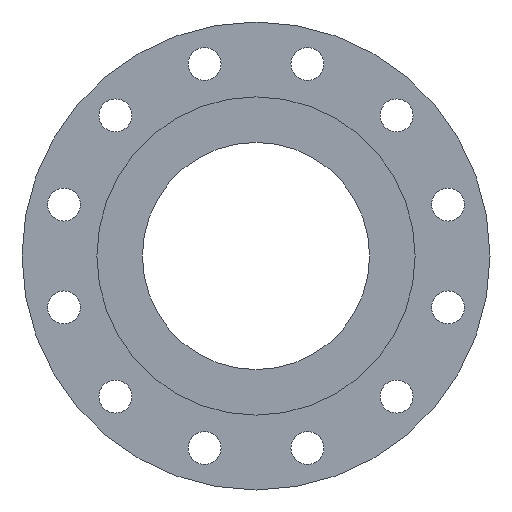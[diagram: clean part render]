
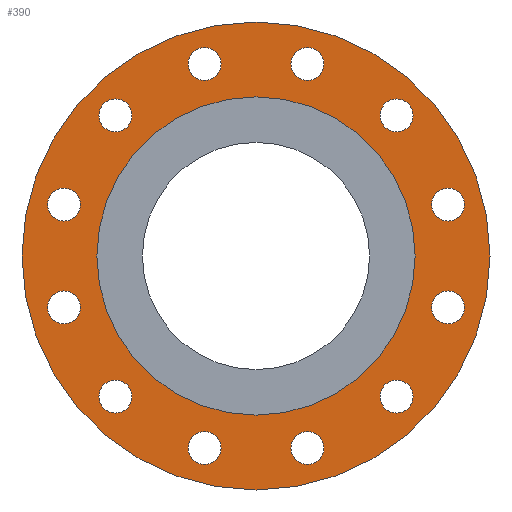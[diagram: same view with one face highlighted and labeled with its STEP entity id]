
A CAD part, front view. The second image highlights one B-rep face of the part: STEP entity #390.
In plain terms, the highlighted planar face has unit normal (0, -1, 0).
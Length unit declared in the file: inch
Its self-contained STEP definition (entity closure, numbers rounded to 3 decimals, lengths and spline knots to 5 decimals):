
#16=FACE_BOUND('',#85,.T.);
#17=FACE_BOUND('',#86,.T.);
#18=FACE_BOUND('',#87,.T.);
#19=FACE_BOUND('',#88,.T.);
#20=FACE_BOUND('',#89,.T.);
#21=FACE_BOUND('',#90,.T.);
#22=FACE_BOUND('',#91,.T.);
#23=FACE_BOUND('',#92,.T.);
#24=FACE_BOUND('',#93,.T.);
#25=FACE_BOUND('',#94,.T.);
#26=FACE_BOUND('',#95,.T.);
#27=FACE_BOUND('',#96,.T.);
#28=FACE_BOUND('',#97,.T.);
#43=PLANE('',#461);
#63=FACE_OUTER_BOUND('',#84,.T.);
#84=EDGE_LOOP('',(#323));
#85=EDGE_LOOP('',(#324));
#86=EDGE_LOOP('',(#325));
#87=EDGE_LOOP('',(#326));
#88=EDGE_LOOP('',(#327));
#89=EDGE_LOOP('',(#328));
#90=EDGE_LOOP('',(#329));
#91=EDGE_LOOP('',(#330));
#92=EDGE_LOOP('',(#331));
#93=EDGE_LOOP('',(#332));
#94=EDGE_LOOP('',(#333));
#95=EDGE_LOOP('',(#334));
#96=EDGE_LOOP('',(#335));
#97=EDGE_LOOP('',(#336));
#149=CIRCLE('',#418,0.44);
#151=CIRCLE('',#421,0.44);
#153=CIRCLE('',#424,0.44);
#155=CIRCLE('',#427,0.44);
#157=CIRCLE('',#430,0.44);
#159=CIRCLE('',#433,0.44);
#161=CIRCLE('',#436,0.44);
#163=CIRCLE('',#439,0.44);
#165=CIRCLE('',#442,0.44);
#167=CIRCLE('',#445,0.44);
#169=CIRCLE('',#448,0.44);
#171=CIRCLE('',#451,0.44);
#176=CIRCLE('',#460,4.25);
#177=CIRCLE('',#462,6.25);
#181=VERTEX_POINT('',#595);
#183=VERTEX_POINT('',#601);
#185=VERTEX_POINT('',#607);
#187=VERTEX_POINT('',#613);
#189=VERTEX_POINT('',#619);
#191=VERTEX_POINT('',#625);
#193=VERTEX_POINT('',#631);
#195=VERTEX_POINT('',#637);
#197=VERTEX_POINT('',#643);
#199=VERTEX_POINT('',#649);
#201=VERTEX_POINT('',#655);
#203=VERTEX_POINT('',#661);
#208=VERTEX_POINT('',#678);
#209=VERTEX_POINT('',#682);
#214=EDGE_CURVE('',#181,#181,#149,.T.);
#217=EDGE_CURVE('',#183,#183,#151,.T.);
#220=EDGE_CURVE('',#185,#185,#153,.T.);
#223=EDGE_CURVE('',#187,#187,#155,.T.);
#226=EDGE_CURVE('',#189,#189,#157,.T.);
#229=EDGE_CURVE('',#191,#191,#159,.T.);
#232=EDGE_CURVE('',#193,#193,#161,.T.);
#235=EDGE_CURVE('',#195,#195,#163,.T.);
#238=EDGE_CURVE('',#197,#197,#165,.T.);
#241=EDGE_CURVE('',#199,#199,#167,.T.);
#244=EDGE_CURVE('',#201,#201,#169,.T.);
#247=EDGE_CURVE('',#203,#203,#171,.T.);
#254=EDGE_CURVE('',#208,#208,#176,.T.);
#256=EDGE_CURVE('',#209,#209,#177,.T.);
#323=ORIENTED_EDGE('',*,*,#256,.F.);
#324=ORIENTED_EDGE('',*,*,#214,.T.);
#325=ORIENTED_EDGE('',*,*,#217,.T.);
#326=ORIENTED_EDGE('',*,*,#220,.T.);
#327=ORIENTED_EDGE('',*,*,#223,.T.);
#328=ORIENTED_EDGE('',*,*,#226,.T.);
#329=ORIENTED_EDGE('',*,*,#229,.T.);
#330=ORIENTED_EDGE('',*,*,#232,.T.);
#331=ORIENTED_EDGE('',*,*,#235,.T.);
#332=ORIENTED_EDGE('',*,*,#238,.T.);
#333=ORIENTED_EDGE('',*,*,#241,.T.);
#334=ORIENTED_EDGE('',*,*,#244,.T.);
#335=ORIENTED_EDGE('',*,*,#247,.T.);
#336=ORIENTED_EDGE('',*,*,#254,.T.);
#390=ADVANCED_FACE('',(#63,#16,#17,#18,#19,#20,#21,#22,#23,#24,#25,#26,
#27,#28),#43,.T.);
#418=AXIS2_PLACEMENT_3D('',#597,#475,#476);
#421=AXIS2_PLACEMENT_3D('',#603,#482,#483);
#424=AXIS2_PLACEMENT_3D('',#609,#489,#490);
#427=AXIS2_PLACEMENT_3D('',#615,#496,#497);
#430=AXIS2_PLACEMENT_3D('',#621,#503,#504);
#433=AXIS2_PLACEMENT_3D('',#627,#510,#511);
#436=AXIS2_PLACEMENT_3D('',#633,#517,#518);
#439=AXIS2_PLACEMENT_3D('',#639,#524,#525);
#442=AXIS2_PLACEMENT_3D('',#645,#531,#532);
#445=AXIS2_PLACEMENT_3D('',#651,#538,#539);
#448=AXIS2_PLACEMENT_3D('',#657,#545,#546);
#451=AXIS2_PLACEMENT_3D('',#663,#552,#553);
#460=AXIS2_PLACEMENT_3D('',#679,#572,#573);
#461=AXIS2_PLACEMENT_3D('',#681,#575,#576);
#462=AXIS2_PLACEMENT_3D('',#683,#577,#578);
#475=DIRECTION('center_axis',(0.,1.,0.));
#476=DIRECTION('ref_axis',(0.866,0.,0.5));
#482=DIRECTION('center_axis',(0.,1.,0.));
#483=DIRECTION('ref_axis',(0.5,0.,0.866));
#489=DIRECTION('center_axis',(0.,1.,0.));
#490=DIRECTION('ref_axis',(0.,0.,1.));
#496=DIRECTION('center_axis',(0.,1.,0.));
#497=DIRECTION('ref_axis',(-0.5,0.,0.866));
#503=DIRECTION('center_axis',(0.,1.,0.));
#504=DIRECTION('ref_axis',(-0.866,0.,0.5));
#510=DIRECTION('center_axis',(0.,1.,0.));
#511=DIRECTION('ref_axis',(-1.,0.,0.));
#517=DIRECTION('center_axis',(0.,1.,0.));
#518=DIRECTION('ref_axis',(-0.866,0.,-0.5));
#524=DIRECTION('center_axis',(0.,1.,0.));
#525=DIRECTION('ref_axis',(-0.5,0.,-0.866));
#531=DIRECTION('center_axis',(0.,1.,0.));
#532=DIRECTION('ref_axis',(0.,0.,-1.));
#538=DIRECTION('center_axis',(0.,1.,0.));
#539=DIRECTION('ref_axis',(0.5,0.,-0.866));
#545=DIRECTION('center_axis',(0.,1.,0.));
#546=DIRECTION('ref_axis',(0.866,0.,-0.5));
#552=DIRECTION('center_axis',(0.,1.,0.));
#553=DIRECTION('ref_axis',(1.,0.,0.));
#572=DIRECTION('center_axis',(0.,1.,0.));
#573=DIRECTION('ref_axis',(1.,0.,0.));
#575=DIRECTION('center_axis',(0.,-1.,0.));
#576=DIRECTION('ref_axis',(0.,0.,-1.));
#577=DIRECTION('center_axis',(0.,1.,0.));
#578=DIRECTION('ref_axis',(1.,0.,0.));
#595=CARTESIAN_POINT('',(3.37369,0.0625,-3.97474));
#597=CARTESIAN_POINT('Origin',(3.75474,0.0625,-3.75474));
#601=CARTESIAN_POINT('',(4.90907,0.0625,-1.75538));
#603=CARTESIAN_POINT('Origin',(5.12907,0.0625,-1.37433));
#607=CARTESIAN_POINT('',(5.12907,0.0625,0.93433));
#609=CARTESIAN_POINT('Origin',(5.12907,0.0625,1.37433));
#613=CARTESIAN_POINT('',(3.97474,0.0625,3.37369));
#615=CARTESIAN_POINT('Origin',(3.75474,0.0625,3.75474));
#619=CARTESIAN_POINT('',(1.75538,0.0625,4.90907));
#621=CARTESIAN_POINT('Origin',(1.37433,0.0625,5.12907));
#625=CARTESIAN_POINT('',(-0.93433,0.0625,5.12907));
#627=CARTESIAN_POINT('Origin',(-1.37433,0.0625,5.12907));
#631=CARTESIAN_POINT('',(-3.37369,0.0625,3.97474));
#633=CARTESIAN_POINT('Origin',(-3.75474,0.0625,3.75474));
#637=CARTESIAN_POINT('',(-4.90907,0.0625,1.75538));
#639=CARTESIAN_POINT('Origin',(-5.12907,0.0625,1.37433));
#643=CARTESIAN_POINT('',(-5.12907,0.0625,-0.93433));
#645=CARTESIAN_POINT('Origin',(-5.12907,0.0625,-1.37433));
#649=CARTESIAN_POINT('',(-3.97474,0.0625,-3.37369));
#651=CARTESIAN_POINT('Origin',(-3.75474,0.0625,-3.75474));
#655=CARTESIAN_POINT('',(-1.75538,0.0625,-4.90907));
#657=CARTESIAN_POINT('Origin',(-1.37433,0.0625,-5.12907));
#661=CARTESIAN_POINT('',(0.93433,0.0625,-5.12907));
#663=CARTESIAN_POINT('Origin',(1.37433,0.0625,-5.12907));
#678=CARTESIAN_POINT('',(4.25,0.0625,0.));
#679=CARTESIAN_POINT('Origin',(0.,0.0625,0.));
#681=CARTESIAN_POINT('Origin',(-6.25,0.0625,0.));
#682=CARTESIAN_POINT('',(6.25,0.0625,0.));
#683=CARTESIAN_POINT('Origin',(0.,0.0625,0.));
